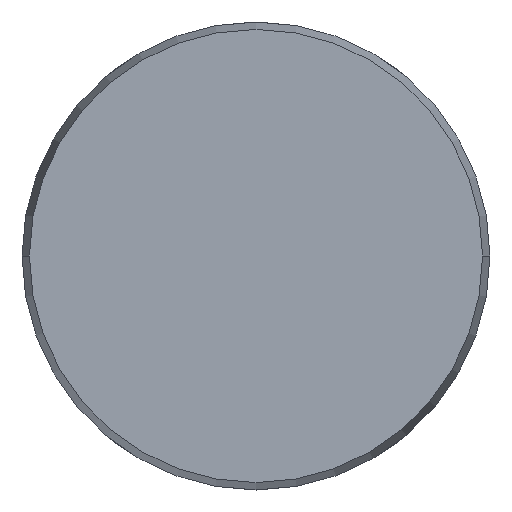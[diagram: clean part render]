
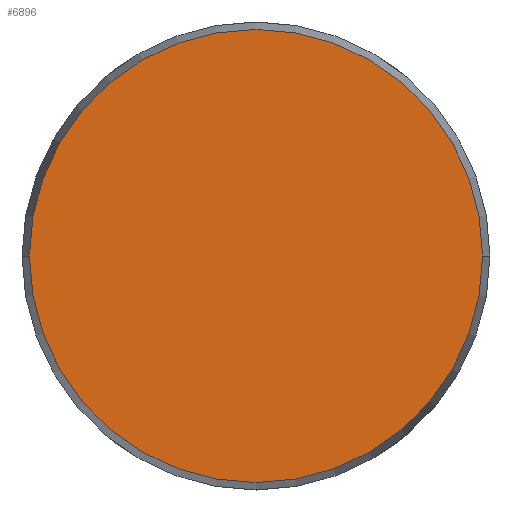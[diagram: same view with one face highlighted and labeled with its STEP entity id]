
A CAD part, front view. The second image highlights one B-rep face of the part: STEP entity #6896.
In plain terms, the highlighted planar face has unit normal (0, -1, 0).
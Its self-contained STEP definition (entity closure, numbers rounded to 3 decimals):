
#1295 = PLANE ( 'NONE',  #7527 ) ;
#2022 = CARTESIAN_POINT ( 'NONE',  ( 35.584, 0., 0. ) ) ;
#2559 = CIRCLE ( 'NONE', #13184, 35.584 ) ;
#2631 = DIRECTION ( 'NONE',  ( 0., 1., 0. ) ) ;
#5037 = DIRECTION ( 'NONE',  ( -1., 0., 0. ) ) ;
#5354 = CIRCLE ( 'NONE', #11118, 35.584 ) ;
#6403 = CARTESIAN_POINT ( 'NONE',  ( 35.584, 0., 0. ) ) ;
#6491 = DIRECTION ( 'NONE',  ( -1., 0., 0. ) ) ;
#6565 = VERTEX_POINT ( 'NONE', #12453 ) ;
#6721 = VERTEX_POINT ( 'NONE', #2022 ) ;
#6896 = ADVANCED_FACE ( 'NONE', ( #11537 ), #1295, .F. ) ;
#7527 = AXIS2_PLACEMENT_3D ( 'NONE', #6403, #9401, #6491 ) ;
#9210 = CARTESIAN_POINT ( 'NONE',  ( 0., 0., 0. ) ) ;
#9401 = DIRECTION ( 'NONE',  ( 0., 1., 0. ) ) ;
#9523 = EDGE_CURVE ( 'NONE', #6721, #6565, #5354, .T. ) ;
#11118 = AXIS2_PLACEMENT_3D ( 'NONE', #13265, #14813, #13440 ) ;
#11537 = FACE_OUTER_BOUND ( 'NONE', #12252, .T. ) ;
#12252 = EDGE_LOOP ( 'NONE', ( #15573, #13615 ) ) ;
#12453 = CARTESIAN_POINT ( 'NONE',  ( -35.584, 0., 0. ) ) ;
#12743 = EDGE_CURVE ( 'NONE', #6565, #6721, #2559, .T. ) ;
#13184 = AXIS2_PLACEMENT_3D ( 'NONE', #9210, #2631, #5037 ) ;
#13265 = CARTESIAN_POINT ( 'NONE',  ( 0., 0., 0. ) ) ;
#13440 = DIRECTION ( 'NONE',  ( -1., 0., 0. ) ) ;
#13615 = ORIENTED_EDGE ( 'NONE', *, *, #9523, .F. ) ;
#14813 = DIRECTION ( 'NONE',  ( 0., 1., 0. ) ) ;
#15573 = ORIENTED_EDGE ( 'NONE', *, *, #12743, .F. ) ;
